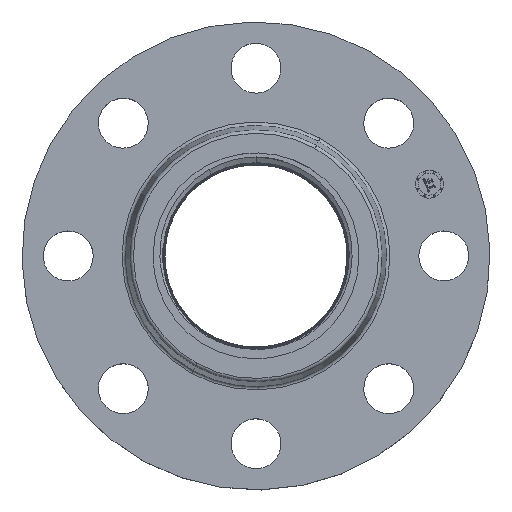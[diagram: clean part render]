
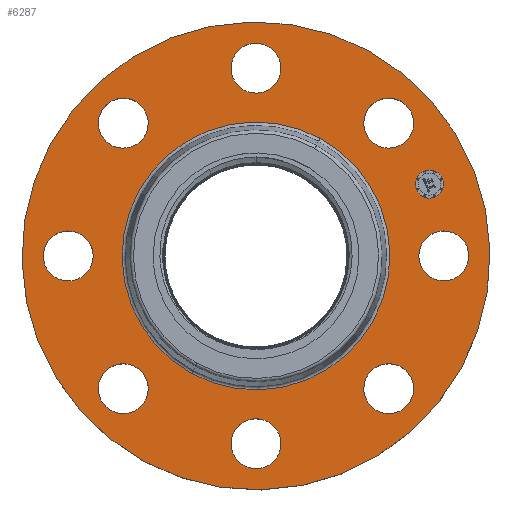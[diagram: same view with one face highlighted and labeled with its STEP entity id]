
A CAD part, top view. The second image highlights one B-rep face of the part: STEP entity #6287.
In plain terms, the highlighted planar face has unit normal (0, 0, 1).
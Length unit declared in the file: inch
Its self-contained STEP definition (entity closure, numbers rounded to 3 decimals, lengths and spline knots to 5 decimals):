
#524=AXIS2_PLACEMENT_3D('Circle Axis2P3D',#522,#523,$) ;
#536=AXIS2_PLACEMENT_3D('Circle Axis2P3D',#534,#535,$) ;
#560=AXIS2_PLACEMENT_3D('Circle Axis2P3D',#558,#559,$) ;
#579=AXIS2_PLACEMENT_3D('Circle Axis2P3D',#577,#578,$) ;
#596=AXIS2_PLACEMENT_3D('Circle Axis2P3D',#594,#595,$) ;
#631=AXIS2_PLACEMENT_3D('Circle Axis2P3D',#629,#630,$) ;
#753=AXIS2_PLACEMENT_3D('Circle Axis2P3D',#751,#752,$) ;
#765=AXIS2_PLACEMENT_3D('Circle Axis2P3D',#763,#764,$) ;
#796=AXIS2_PLACEMENT_3D('Circle Axis2P3D',#794,#795,$) ;
#808=AXIS2_PLACEMENT_3D('Circle Axis2P3D',#806,#807,$) ;
#839=AXIS2_PLACEMENT_3D('Circle Axis2P3D',#837,#838,$) ;
#851=AXIS2_PLACEMENT_3D('Circle Axis2P3D',#849,#850,$) ;
#882=AXIS2_PLACEMENT_3D('Circle Axis2P3D',#880,#881,$) ;
#894=AXIS2_PLACEMENT_3D('Circle Axis2P3D',#892,#893,$) ;
#925=AXIS2_PLACEMENT_3D('Circle Axis2P3D',#923,#924,$) ;
#937=AXIS2_PLACEMENT_3D('Circle Axis2P3D',#935,#936,$) ;
#968=AXIS2_PLACEMENT_3D('Circle Axis2P3D',#966,#967,$) ;
#980=AXIS2_PLACEMENT_3D('Circle Axis2P3D',#978,#979,$) ;
#1011=AXIS2_PLACEMENT_3D('Circle Axis2P3D',#1009,#1010,$) ;
#1023=AXIS2_PLACEMENT_3D('Circle Axis2P3D',#1021,#1022,$) ;
#6227=AXIS2_PLACEMENT_3D('Plane Axis2P3D',#6224,#6225,#6226) ;
#6271=AXIS2_PLACEMENT_3D('Circle Axis2P3D',#6269,#6270,$) ;
#6280=AXIS2_PLACEMENT_3D('Circle Axis2P3D',#6278,#6279,$) ;
#512=CARTESIAN_POINT('Vertex',(2.92386,0.21095,1.25)) ;
#519=CARTESIAN_POINT('Vertex',(3.69614,-0.21095,1.25)) ;
#522=CARTESIAN_POINT('Axis2P3D Location',(3.31,0.,1.25)) ;
#534=CARTESIAN_POINT('Axis2P3D Location',(3.31,0.,1.25)) ;
#555=CARTESIAN_POINT('Vertex',(1.97763,3.62003,1.25)) ;
#558=CARTESIAN_POINT('Axis2P3D Location',(0.,0.,1.25)) ;
#562=CARTESIAN_POINT('Vertex',(-1.97763,-3.62003,1.25)) ;
#577=CARTESIAN_POINT('Axis2P3D Location',(0.,0.,1.25)) ;
#594=CARTESIAN_POINT('Axis2P3D Location',(0.,0.,1.25)) ;
#598=CARTESIAN_POINT('Vertex',(1.13161,2.0714,1.25)) ;
#600=CARTESIAN_POINT('Vertex',(-1.13161,-2.0714,1.25)) ;
#629=CARTESIAN_POINT('Axis2P3D Location',(0.,0.,1.25)) ;
#741=CARTESIAN_POINT('Vertex',(-2.21665,1.91832,1.25)) ;
#748=CARTESIAN_POINT('Vertex',(-2.4644,2.76273,1.25)) ;
#751=CARTESIAN_POINT('Axis2P3D Location',(-2.34052,2.34052,1.25)) ;
#763=CARTESIAN_POINT('Axis2P3D Location',(-2.34052,2.34052,1.25)) ;
#784=CARTESIAN_POINT('Vertex',(0.21095,-2.92386,1.25)) ;
#791=CARTESIAN_POINT('Vertex',(-0.21095,-3.69614,1.25)) ;
#794=CARTESIAN_POINT('Axis2P3D Location',(0.,-3.31,1.25)) ;
#806=CARTESIAN_POINT('Axis2P3D Location',(0.,-3.31,1.25)) ;
#827=CARTESIAN_POINT('Vertex',(-0.21095,2.92386,1.25)) ;
#834=CARTESIAN_POINT('Vertex',(0.21095,3.69614,1.25)) ;
#837=CARTESIAN_POINT('Axis2P3D Location',(0.,3.31,1.25)) ;
#849=CARTESIAN_POINT('Axis2P3D Location',(0.,3.31,1.25)) ;
#870=CARTESIAN_POINT('Vertex',(-1.91832,-2.21665,1.25)) ;
#877=CARTESIAN_POINT('Vertex',(-2.76273,-2.4644,1.25)) ;
#880=CARTESIAN_POINT('Axis2P3D Location',(-2.34052,-2.34052,1.25)) ;
#892=CARTESIAN_POINT('Axis2P3D Location',(-2.34052,-2.34052,1.25)) ;
#913=CARTESIAN_POINT('Vertex',(1.91832,2.21665,1.25)) ;
#920=CARTESIAN_POINT('Vertex',(2.76273,2.4644,1.25)) ;
#923=CARTESIAN_POINT('Axis2P3D Location',(2.34052,2.34052,1.25)) ;
#935=CARTESIAN_POINT('Axis2P3D Location',(2.34052,2.34052,1.25)) ;
#956=CARTESIAN_POINT('Vertex',(-2.92386,-0.21095,1.25)) ;
#963=CARTESIAN_POINT('Vertex',(-3.69614,0.21095,1.25)) ;
#966=CARTESIAN_POINT('Axis2P3D Location',(-3.31,0.,1.25)) ;
#978=CARTESIAN_POINT('Axis2P3D Location',(-3.31,0.,1.25)) ;
#999=CARTESIAN_POINT('Vertex',(2.21665,-1.91832,1.25)) ;
#1006=CARTESIAN_POINT('Vertex',(2.4644,-2.76273,1.25)) ;
#1009=CARTESIAN_POINT('Axis2P3D Location',(2.34052,-2.34052,1.25)) ;
#1021=CARTESIAN_POINT('Axis2P3D Location',(2.34052,-2.34052,1.25)) ;
#6224=CARTESIAN_POINT('Axis2P3D Location',(0.,4.125,1.25)) ;
#6269=CARTESIAN_POINT('Axis2P3D Location',(3.05804,1.26668,1.25)) ;
#6273=CARTESIAN_POINT('Vertex',(2.96333,1.49534,1.25)) ;
#6275=CARTESIAN_POINT('Vertex',(3.15276,1.03802,1.25)) ;
#6278=CARTESIAN_POINT('Axis2P3D Location',(3.05804,1.26668,1.25)) ;
#523=DIRECTION('Axis2P3D Direction',(0.,-0.,-0.039)) ;
#535=DIRECTION('Axis2P3D Direction',(0.,-0.,-0.039)) ;
#559=DIRECTION('Axis2P3D Direction',(0.,0.,-0.039)) ;
#578=DIRECTION('Axis2P3D Direction',(0.,0.,-0.039)) ;
#595=DIRECTION('Axis2P3D Direction',(0.,0.,-0.039)) ;
#630=DIRECTION('Axis2P3D Direction',(0.,0.,-0.039)) ;
#752=DIRECTION('Axis2P3D Direction',(0.,0.,-0.039)) ;
#764=DIRECTION('Axis2P3D Direction',(0.,0.,-0.039)) ;
#795=DIRECTION('Axis2P3D Direction',(0.,-0.,-0.039)) ;
#807=DIRECTION('Axis2P3D Direction',(0.,-0.,-0.039)) ;
#838=DIRECTION('Axis2P3D Direction',(0.,0.,-0.039)) ;
#850=DIRECTION('Axis2P3D Direction',(0.,0.,-0.039)) ;
#881=DIRECTION('Axis2P3D Direction',(-0.,0.,-0.039)) ;
#893=DIRECTION('Axis2P3D Direction',(-0.,0.,-0.039)) ;
#924=DIRECTION('Axis2P3D Direction',(0.,0.,-0.039)) ;
#936=DIRECTION('Axis2P3D Direction',(0.,0.,-0.039)) ;
#967=DIRECTION('Axis2P3D Direction',(-0.,0.,-0.039)) ;
#979=DIRECTION('Axis2P3D Direction',(-0.,0.,-0.039)) ;
#1010=DIRECTION('Axis2P3D Direction',(0.,-0.,-0.039)) ;
#1022=DIRECTION('Axis2P3D Direction',(0.,-0.,-0.039)) ;
#6225=DIRECTION('Axis2P3D Direction',(0.,0.,-0.039)) ;
#6226=DIRECTION('Axis2P3D XDirection',(0.039,0.,0.)) ;
#6270=DIRECTION('Axis2P3D Direction',(0.,0.,-0.039)) ;
#6279=DIRECTION('Axis2P3D Direction',(0.,0.,-0.039)) ;
#6230=ORIENTED_EDGE('',*,*,#564,.F.) ;
#6231=ORIENTED_EDGE('',*,*,#581,.F.) ;
#6234=ORIENTED_EDGE('',*,*,#526,.T.) ;
#6235=ORIENTED_EDGE('',*,*,#538,.T.) ;
#6238=ORIENTED_EDGE('',*,*,#633,.T.) ;
#6239=ORIENTED_EDGE('',*,*,#602,.T.) ;
#6242=ORIENTED_EDGE('',*,*,#1025,.T.) ;
#6243=ORIENTED_EDGE('',*,*,#1013,.T.) ;
#6246=ORIENTED_EDGE('',*,*,#810,.T.) ;
#6247=ORIENTED_EDGE('',*,*,#798,.T.) ;
#6250=ORIENTED_EDGE('',*,*,#896,.T.) ;
#6251=ORIENTED_EDGE('',*,*,#884,.T.) ;
#6254=ORIENTED_EDGE('',*,*,#982,.T.) ;
#6255=ORIENTED_EDGE('',*,*,#970,.T.) ;
#6258=ORIENTED_EDGE('',*,*,#767,.T.) ;
#6259=ORIENTED_EDGE('',*,*,#755,.T.) ;
#6262=ORIENTED_EDGE('',*,*,#853,.T.) ;
#6263=ORIENTED_EDGE('',*,*,#841,.T.) ;
#6266=ORIENTED_EDGE('',*,*,#939,.T.) ;
#6267=ORIENTED_EDGE('',*,*,#927,.T.) ;
#6284=ORIENTED_EDGE('',*,*,#6277,.T.) ;
#6285=ORIENTED_EDGE('',*,*,#6282,.T.) ;
#6236=FACE_BOUND('',#6233,.T.) ;
#6240=FACE_BOUND('',#6237,.T.) ;
#6244=FACE_BOUND('',#6241,.T.) ;
#6248=FACE_BOUND('',#6245,.T.) ;
#6252=FACE_BOUND('',#6249,.T.) ;
#6256=FACE_BOUND('',#6253,.T.) ;
#6260=FACE_BOUND('',#6257,.T.) ;
#6264=FACE_BOUND('',#6261,.T.) ;
#6268=FACE_BOUND('',#6265,.T.) ;
#6286=FACE_BOUND('',#6283,.T.) ;
#6287=ADVANCED_FACE('PartBody',(#6232,#6236,#6240,#6244,#6248,#6252,#6256,#6260,#6264,#6268,#6286),#6228,.F.) ;
#525=CIRCLE('generated circle',#524,0.44) ;
#537=CIRCLE('generated circle',#536,0.44) ;
#561=CIRCLE('generated circle',#560,4.125) ;
#580=CIRCLE('generated circle',#579,4.125) ;
#597=CIRCLE('generated circle',#596,2.36035) ;
#632=CIRCLE('generated circle',#631,2.36035) ;
#754=CIRCLE('generated circle',#753,0.44) ;
#766=CIRCLE('generated circle',#765,0.44) ;
#797=CIRCLE('generated circle',#796,0.44) ;
#809=CIRCLE('generated circle',#808,0.44) ;
#840=CIRCLE('generated circle',#839,0.44) ;
#852=CIRCLE('generated circle',#851,0.44) ;
#883=CIRCLE('generated circle',#882,0.44) ;
#895=CIRCLE('generated circle',#894,0.44) ;
#926=CIRCLE('generated circle',#925,0.44) ;
#938=CIRCLE('generated circle',#937,0.44) ;
#969=CIRCLE('generated circle',#968,0.44) ;
#981=CIRCLE('generated circle',#980,0.44) ;
#1012=CIRCLE('generated circle',#1011,0.44) ;
#1024=CIRCLE('generated circle',#1023,0.44) ;
#6272=CIRCLE('generated circle',#6271,0.2475) ;
#6281=CIRCLE('generated circle',#6280,0.2475) ;
#526=EDGE_CURVE('',#513,#520,#525,.T.) ;
#538=EDGE_CURVE('',#520,#513,#537,.T.) ;
#564=EDGE_CURVE('',#556,#563,#561,.T.) ;
#581=EDGE_CURVE('',#563,#556,#580,.T.) ;
#602=EDGE_CURVE('',#599,#601,#597,.T.) ;
#633=EDGE_CURVE('',#601,#599,#632,.T.) ;
#755=EDGE_CURVE('',#742,#749,#754,.T.) ;
#767=EDGE_CURVE('',#749,#742,#766,.T.) ;
#798=EDGE_CURVE('',#785,#792,#797,.T.) ;
#810=EDGE_CURVE('',#792,#785,#809,.T.) ;
#841=EDGE_CURVE('',#828,#835,#840,.T.) ;
#853=EDGE_CURVE('',#835,#828,#852,.T.) ;
#884=EDGE_CURVE('',#871,#878,#883,.T.) ;
#896=EDGE_CURVE('',#878,#871,#895,.T.) ;
#927=EDGE_CURVE('',#914,#921,#926,.T.) ;
#939=EDGE_CURVE('',#921,#914,#938,.T.) ;
#970=EDGE_CURVE('',#957,#964,#969,.T.) ;
#982=EDGE_CURVE('',#964,#957,#981,.T.) ;
#1013=EDGE_CURVE('',#1000,#1007,#1012,.T.) ;
#1025=EDGE_CURVE('',#1007,#1000,#1024,.T.) ;
#6277=EDGE_CURVE('',#6274,#6276,#6272,.T.) ;
#6282=EDGE_CURVE('',#6276,#6274,#6281,.T.) ;
#6229=EDGE_LOOP('',(#6230,#6231)) ;
#6233=EDGE_LOOP('',(#6234,#6235)) ;
#6237=EDGE_LOOP('',(#6238,#6239)) ;
#6241=EDGE_LOOP('',(#6242,#6243)) ;
#6245=EDGE_LOOP('',(#6246,#6247)) ;
#6249=EDGE_LOOP('',(#6250,#6251)) ;
#6253=EDGE_LOOP('',(#6254,#6255)) ;
#6257=EDGE_LOOP('',(#6258,#6259)) ;
#6261=EDGE_LOOP('',(#6262,#6263)) ;
#6265=EDGE_LOOP('',(#6266,#6267)) ;
#6283=EDGE_LOOP('',(#6284,#6285)) ;
#6232=FACE_OUTER_BOUND('',#6229,.T.) ;
#6228=PLANE('',#6227) ;
#513=VERTEX_POINT('',#512) ;
#520=VERTEX_POINT('',#519) ;
#556=VERTEX_POINT('',#555) ;
#563=VERTEX_POINT('',#562) ;
#599=VERTEX_POINT('',#598) ;
#601=VERTEX_POINT('',#600) ;
#742=VERTEX_POINT('',#741) ;
#749=VERTEX_POINT('',#748) ;
#785=VERTEX_POINT('',#784) ;
#792=VERTEX_POINT('',#791) ;
#828=VERTEX_POINT('',#827) ;
#835=VERTEX_POINT('',#834) ;
#871=VERTEX_POINT('',#870) ;
#878=VERTEX_POINT('',#877) ;
#914=VERTEX_POINT('',#913) ;
#921=VERTEX_POINT('',#920) ;
#957=VERTEX_POINT('',#956) ;
#964=VERTEX_POINT('',#963) ;
#1000=VERTEX_POINT('',#999) ;
#1007=VERTEX_POINT('',#1006) ;
#6274=VERTEX_POINT('',#6273) ;
#6276=VERTEX_POINT('',#6275) ;
